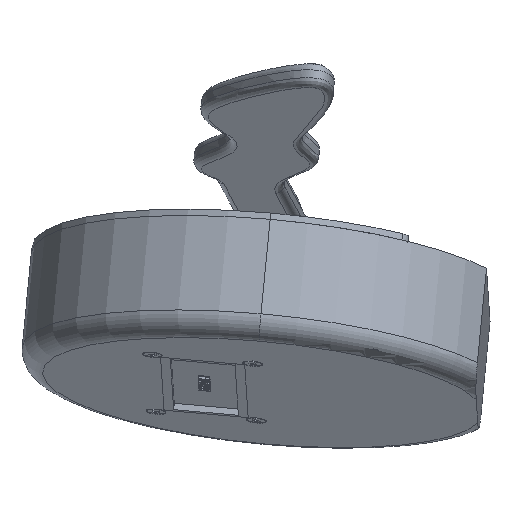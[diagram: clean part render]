
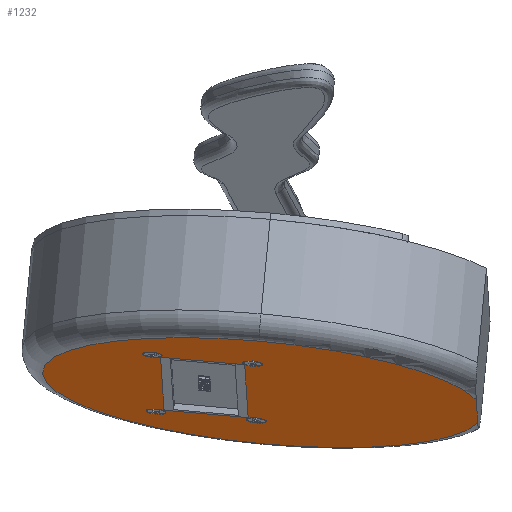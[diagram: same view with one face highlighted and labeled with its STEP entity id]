
A CAD part, left-side view. The second image highlights one B-rep face of the part: STEP entity #1232.
In plain terms, the highlighted face is planar.
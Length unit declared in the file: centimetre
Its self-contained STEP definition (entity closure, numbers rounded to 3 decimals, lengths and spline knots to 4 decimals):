
#348 = VERTEX_POINT ( 'NONE', #18374 ) ;
#406 = DIRECTION ( 'NONE',  ( -1., 0., 0. ) ) ;
#500 = AXIS2_PLACEMENT_3D ( 'NONE', #15210, #2897, #4193 ) ;
#512 = AXIS2_PLACEMENT_3D ( 'NONE', #1522, #10814, #2877 ) ;
#586 = CARTESIAN_POINT ( 'NONE',  ( -3.75, 0.25, 0. ) ) ;
#599 = CIRCLE ( 'NONE', #512, 0.3 ) ;
#701 = EDGE_CURVE ( 'NONE', #19202, #10477, #13901, .T. ) ;
#1232 = ADVANCED_FACE ( 'NONE', ( #8954, #19742, #15432, #19264, #6027, #2674 ), #2232, .F. ) ;
#1262 = EDGE_CURVE ( 'NONE', #5963, #10606, #14477, .T. ) ;
#1289 = CIRCLE ( 'NONE', #6245, 6.8 ) ;
#1366 = CARTESIAN_POINT ( 'NONE',  ( 4.05, 0.25, 0. ) ) ;
#1374 = CARTESIAN_POINT ( 'NONE',  ( -3.45, 0.25, 0. ) ) ;
#1389 = ORIENTED_EDGE ( 'NONE', *, *, #14392, .F. ) ;
#1522 = CARTESIAN_POINT ( 'NONE',  ( 3.75, 3.35, 0. ) ) ;
#1567 = AXIS2_PLACEMENT_3D ( 'NONE', #1885, #12674, #3511 ) ;
#1623 = DIRECTION ( 'NONE',  ( 0., 0., -1. ) ) ;
#1757 = VECTOR ( 'NONE', #12670, 100. ) ;
#1885 = CARTESIAN_POINT ( 'NONE',  ( 0., 0., 0. ) ) ;
#1912 = ORIENTED_EDGE ( 'NONE', *, *, #19267, .T. ) ;
#2143 = ORIENTED_EDGE ( 'NONE', *, *, #12474, .F. ) ;
#2232 = PLANE ( 'NONE',  #16446 ) ;
#2415 = EDGE_CURVE ( 'NONE', #10133, #10123, #9980, .T. ) ;
#2635 = CIRCLE ( 'NONE', #7386, 0.3 ) ;
#2674 = FACE_BOUND ( 'NONE', #3550, .T. ) ;
#2702 = CARTESIAN_POINT ( 'NONE',  ( -3.75, 0.25, 0. ) ) ;
#2877 = DIRECTION ( 'NONE',  ( -1., 0., 0. ) ) ;
#2897 = DIRECTION ( 'NONE',  ( 0., 0., -1. ) ) ;
#2974 = EDGE_CURVE ( 'NONE', #6622, #7310, #10219, .T. ) ;
#3243 = ORIENTED_EDGE ( 'NONE', *, *, #18247, .F. ) ;
#3485 = EDGE_CURVE ( 'NONE', #10123, #9825, #17385, .T. ) ;
#3511 = DIRECTION ( 'NONE',  ( 1., 0., 0. ) ) ;
#3550 = EDGE_LOOP ( 'NONE', ( #1389, #16944 ) ) ;
#3611 = VERTEX_POINT ( 'NONE', #17769 ) ;
#4193 = DIRECTION ( 'NONE',  ( 1., 0., 0. ) ) ;
#4269 = CARTESIAN_POINT ( 'NONE',  ( 4.05, 3.35, 0. ) ) ;
#4361 = CARTESIAN_POINT ( 'NONE',  ( 3.5, 3.1, 0. ) ) ;
#4481 = CARTESIAN_POINT ( 'NONE',  ( -1.5383, -6.6237, 0. ) ) ;
#4909 = ORIENTED_EDGE ( 'NONE', *, *, #8962, .F. ) ;
#5144 = CARTESIAN_POINT ( 'NONE',  ( -3.5, 3.1, 0. ) ) ;
#5587 = CARTESIAN_POINT ( 'NONE',  ( -4.05, 0.25, 0. ) ) ;
#5954 = LINE ( 'NONE', #4361, #10313 ) ;
#5963 = VERTEX_POINT ( 'NONE', #5587 ) ;
#6027 = FACE_BOUND ( 'NONE', #12517, .T. ) ;
#6245 = AXIS2_PLACEMENT_3D ( 'NONE', #19832, #1623, #17028 ) ;
#6317 = DIRECTION ( 'NONE',  ( 0., 0., -1. ) ) ;
#6463 = CARTESIAN_POINT ( 'NONE',  ( -3.518, -6.6237, 0. ) ) ;
#6573 = ORIENTED_EDGE ( 'NONE', *, *, #15007, .F. ) ;
#6622 = VERTEX_POINT ( 'NONE', #4481 ) ;
#6684 = DIRECTION ( 'NONE',  ( -1., 0., 0. ) ) ;
#6693 = DIRECTION ( 'NONE',  ( 0., 0., -1. ) ) ;
#6781 = LINE ( 'NONE', #6463, #9680 ) ;
#6814 = CARTESIAN_POINT ( 'NONE',  ( 0., 0., 0. ) ) ;
#7163 = EDGE_CURVE ( 'NONE', #348, #17924, #1289, .T. ) ;
#7284 = DIRECTION ( 'NONE',  ( -1., 0., 0. ) ) ;
#7288 = EDGE_CURVE ( 'NONE', #9825, #13024, #17165, .T. ) ;
#7310 = VERTEX_POINT ( 'NONE', #9488 ) ;
#7386 = AXIS2_PLACEMENT_3D ( 'NONE', #8194, #17332, #17203 ) ;
#7992 = CIRCLE ( 'NONE', #9942, 0.3 ) ;
#8171 = EDGE_CURVE ( 'NONE', #6622, #17924, #6781, .T. ) ;
#8173 = ORIENTED_EDGE ( 'NONE', *, *, #7288, .T. ) ;
#8194 = CARTESIAN_POINT ( 'NONE',  ( -3.75, 3.35, 0. ) ) ;
#8378 = DIRECTION ( 'NONE',  ( 0., 0., 1. ) ) ;
#8553 = DIRECTION ( 'NONE',  ( -1., 0., 0. ) ) ;
#8737 = CARTESIAN_POINT ( 'NONE',  ( -4.05, 3.35, 0. ) ) ;
#8773 = VECTOR ( 'NONE', #6684, 100. ) ;
#8816 = DIRECTION ( 'NONE',  ( 0., 0., -1. ) ) ;
#8954 = FACE_BOUND ( 'NONE', #9541, .T. ) ;
#8962 = EDGE_CURVE ( 'NONE', #18317, #11907, #7992, .T. ) ;
#9061 = DIRECTION ( 'NONE',  ( 0., 1., 0. ) ) ;
#9181 = CARTESIAN_POINT ( 'NONE',  ( -3.5, 3.1, 0. ) ) ;
#9388 = ORIENTED_EDGE ( 'NONE', *, *, #7163, .T. ) ;
#9488 = CARTESIAN_POINT ( 'NONE',  ( -6.8, 0., 0. ) ) ;
#9541 = EDGE_LOOP ( 'NONE', ( #3243, #18040 ) ) ;
#9680 = VECTOR ( 'NONE', #11132, 100. ) ;
#9701 = CIRCLE ( 'NONE', #500, 6.8 ) ;
#9825 = VERTEX_POINT ( 'NONE', #11169 ) ;
#9929 = CARTESIAN_POINT ( 'NONE',  ( -3.5, 3.1, 0. ) ) ;
#9942 = AXIS2_PLACEMENT_3D ( 'NONE', #16218, #11736, #14669 ) ;
#9980 = LINE ( 'NONE', #5144, #8773 ) ;
#10120 = DIRECTION ( 'NONE',  ( -1., 0., 0. ) ) ;
#10123 = VERTEX_POINT ( 'NONE', #9181 ) ;
#10133 = VERTEX_POINT ( 'NONE', #15310 ) ;
#10200 = VECTOR ( 'NONE', #15972, 100. ) ;
#10219 = CIRCLE ( 'NONE', #1567, 6.8 ) ;
#10313 = VECTOR ( 'NONE', #9061, 100. ) ;
#10428 = AXIS2_PLACEMENT_3D ( 'NONE', #19213, #17755, #10120 ) ;
#10468 = ORIENTED_EDGE ( 'NONE', *, *, #8171, .F. ) ;
#10477 = VERTEX_POINT ( 'NONE', #13435 ) ;
#10495 = AXIS2_PLACEMENT_3D ( 'NONE', #14001, #6317, #406 ) ;
#10606 = VERTEX_POINT ( 'NONE', #1374 ) ;
#10814 = DIRECTION ( 'NONE',  ( 0., 0., -1. ) ) ;
#10997 = CARTESIAN_POINT ( 'NONE',  ( 3.5, 0.5, 0. ) ) ;
#11132 = DIRECTION ( 'NONE',  ( 1., 0., 0. ) ) ;
#11169 = CARTESIAN_POINT ( 'NONE',  ( -3.5, 0.5, 0. ) ) ;
#11372 = DIRECTION ( 'NONE',  ( -1., 0., 0. ) ) ;
#11736 = DIRECTION ( 'NONE',  ( 0., 0., -1. ) ) ;
#11891 = DIRECTION ( 'NONE',  ( 0., 0., -1. ) ) ;
#11907 = VERTEX_POINT ( 'NONE', #8737 ) ;
#12228 = CIRCLE ( 'NONE', #19430, 0.3 ) ;
#12474 = EDGE_CURVE ( 'NONE', #10606, #5963, #12228, .T. ) ;
#12493 = ORIENTED_EDGE ( 'NONE', *, *, #2974, .T. ) ;
#12517 = EDGE_LOOP ( 'NONE', ( #15284, #18271, #8173, #16744 ) ) ;
#12670 = DIRECTION ( 'NONE',  ( 1., 0., 0. ) ) ;
#12674 = DIRECTION ( 'NONE',  ( 0., 0., -1. ) ) ;
#13024 = VERTEX_POINT ( 'NONE', #10997 ) ;
#13435 = CARTESIAN_POINT ( 'NONE',  ( 3.45, 3.35, 0. ) ) ;
#13867 = EDGE_CURVE ( 'NONE', #14235, #3611, #16168, .T. ) ;
#13901 = CIRCLE ( 'NONE', #10428, 0.3 ) ;
#14001 = CARTESIAN_POINT ( 'NONE',  ( 3.75, 0.25, 0. ) ) ;
#14235 = VERTEX_POINT ( 'NONE', #1366 ) ;
#14392 = EDGE_CURVE ( 'NONE', #3611, #14235, #18738, .T. ) ;
#14477 = CIRCLE ( 'NONE', #19883, 0.3 ) ;
#14669 = DIRECTION ( 'NONE',  ( -1., 0., 0. ) ) ;
#15007 = EDGE_CURVE ( 'NONE', #11907, #18317, #2635, .T. ) ;
#15210 = CARTESIAN_POINT ( 'NONE',  ( 0., 0., 0. ) ) ;
#15284 = ORIENTED_EDGE ( 'NONE', *, *, #2415, .T. ) ;
#15310 = CARTESIAN_POINT ( 'NONE',  ( 3.5, 3.1, 0. ) ) ;
#15432 = FACE_BOUND ( 'NONE', #15962, .T. ) ;
#15638 = CARTESIAN_POINT ( 'NONE',  ( -3.45, 3.35, 0. ) ) ;
#15826 = AXIS2_PLACEMENT_3D ( 'NONE', #17994, #8816, #8553 ) ;
#15962 = EDGE_LOOP ( 'NONE', ( #17896, #2143 ) ) ;
#15972 = DIRECTION ( 'NONE',  ( 0., -1., 0. ) ) ;
#16100 = EDGE_CURVE ( 'NONE', #13024, #10133, #5954, .T. ) ;
#16168 = CIRCLE ( 'NONE', #15826, 0.3 ) ;
#16218 = CARTESIAN_POINT ( 'NONE',  ( -3.75, 3.35, 0. ) ) ;
#16441 = EDGE_LOOP ( 'NONE', ( #6573, #4909 ) ) ;
#16446 = AXIS2_PLACEMENT_3D ( 'NONE', #6814, #8378, #19105 ) ;
#16744 = ORIENTED_EDGE ( 'NONE', *, *, #16100, .T. ) ;
#16944 = ORIENTED_EDGE ( 'NONE', *, *, #13867, .F. ) ;
#17028 = DIRECTION ( 'NONE',  ( 1., 0., 0. ) ) ;
#17165 = LINE ( 'NONE', #18811, #1757 ) ;
#17203 = DIRECTION ( 'NONE',  ( -1., 0., 0. ) ) ;
#17332 = DIRECTION ( 'NONE',  ( 0., 0., -1. ) ) ;
#17385 = LINE ( 'NONE', #9929, #10200 ) ;
#17755 = DIRECTION ( 'NONE',  ( 0., 0., -1. ) ) ;
#17769 = CARTESIAN_POINT ( 'NONE',  ( 3.45, 0.25, 0. ) ) ;
#17896 = ORIENTED_EDGE ( 'NONE', *, *, #1262, .F. ) ;
#17924 = VERTEX_POINT ( 'NONE', #18799 ) ;
#17994 = CARTESIAN_POINT ( 'NONE',  ( 3.75, 0.25, 0. ) ) ;
#18040 = ORIENTED_EDGE ( 'NONE', *, *, #701, .F. ) ;
#18247 = EDGE_CURVE ( 'NONE', #10477, #19202, #599, .T. ) ;
#18271 = ORIENTED_EDGE ( 'NONE', *, *, #3485, .T. ) ;
#18317 = VERTEX_POINT ( 'NONE', #15638 ) ;
#18374 = CARTESIAN_POINT ( 'NONE',  ( 6.8, 0., 0. ) ) ;
#18738 = CIRCLE ( 'NONE', #10495, 0.3 ) ;
#18799 = CARTESIAN_POINT ( 'NONE',  ( 1.5383, -6.6237, 0. ) ) ;
#18811 = CARTESIAN_POINT ( 'NONE',  ( -3.5, 0.5, 0. ) ) ;
#18884 = EDGE_LOOP ( 'NONE', ( #10468, #12493, #1912, #9388 ) ) ;
#19105 = DIRECTION ( 'NONE',  ( 1., 0., 0. ) ) ;
#19202 = VERTEX_POINT ( 'NONE', #4269 ) ;
#19213 = CARTESIAN_POINT ( 'NONE',  ( 3.75, 3.35, 0. ) ) ;
#19264 = FACE_OUTER_BOUND ( 'NONE', #18884, .T. ) ;
#19267 = EDGE_CURVE ( 'NONE', #7310, #348, #9701, .T. ) ;
#19430 = AXIS2_PLACEMENT_3D ( 'NONE', #586, #6693, #11372 ) ;
#19742 = FACE_BOUND ( 'NONE', #16441, .T. ) ;
#19832 = CARTESIAN_POINT ( 'NONE',  ( 0., 0., 0. ) ) ;
#19883 = AXIS2_PLACEMENT_3D ( 'NONE', #2702, #11891, #7284 ) ;
